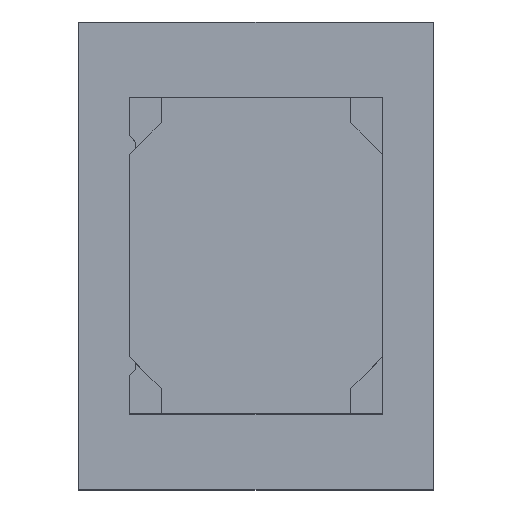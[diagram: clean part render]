
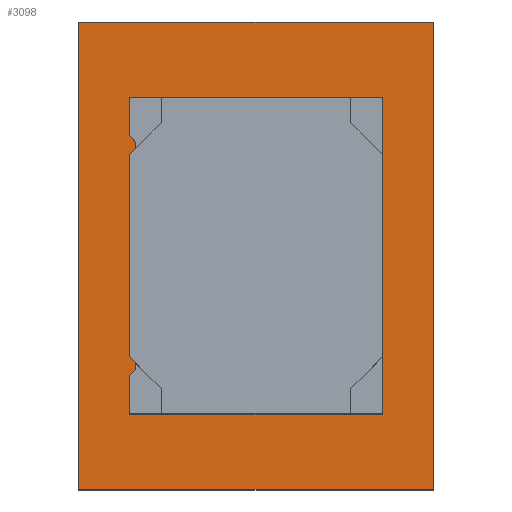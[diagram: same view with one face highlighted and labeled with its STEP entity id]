
A CAD part, top view. The second image highlights one B-rep face of the part: STEP entity #3098.
In plain terms, the highlighted face is planar.
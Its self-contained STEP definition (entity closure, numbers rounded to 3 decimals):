
#2971=DIRECTION('',(0.,0.,1.));
#2972=VECTOR('',#2971,3.7);
#2973=CARTESIAN_POINT('',(-1.4,0.01,-1.85));
#2974=LINE('',#2973,#2972);
#2978=DIRECTION('',(-1.,0.,0.));
#2979=VECTOR('',#2978,2.8);
#2980=CARTESIAN_POINT('',(1.4,0.01,-1.85));
#2981=LINE('',#2980,#2979);
#2985=DIRECTION('',(0.,0.,-1.));
#2986=VECTOR('',#2985,3.7);
#2987=CARTESIAN_POINT('',(1.4,0.01,1.85));
#2988=LINE('',#2987,#2986);
#2992=DIRECTION('',(1.,0.,0.));
#2993=VECTOR('',#2992,2.8);
#2994=CARTESIAN_POINT('',(-1.4,0.01,1.85));
#2995=LINE('',#2994,#2993);
#3007=CARTESIAN_POINT('',(-1.4,0.01,-1.85));
#3008=CARTESIAN_POINT('',(-1.4,0.01,1.85));
#3009=VERTEX_POINT('',#3007);
#3010=VERTEX_POINT('',#3008);
#3011=CARTESIAN_POINT('',(1.4,0.01,1.85));
#3012=VERTEX_POINT('',#3011);
#3013=CARTESIAN_POINT('',(1.4,0.01,-1.85));
#3014=VERTEX_POINT('',#3013);
#3087=CARTESIAN_POINT('',(0.,0.01,0.));
#3088=DIRECTION('',(0.,1.,0.));
#3089=DIRECTION('',(1.,0.,0.));
#3090=AXIS2_PLACEMENT_3D('',#3087,#3088,#3089);
#3091=PLANE('',#3090);
#3092=ORIENTED_EDGE('',*,*,#3039,.F.);
#3093=ORIENTED_EDGE('',*,*,#3054,.F.);
#3094=ORIENTED_EDGE('',*,*,#3068,.F.);
#3095=ORIENTED_EDGE('',*,*,#3081,.F.);
#3096=EDGE_LOOP('',(#3092,#3093,#3094,#3095));
#3097=FACE_OUTER_BOUND('',#3096,.F.);
#3039=EDGE_CURVE('',#3009,#3010,#2974,.T.);
#3054=EDGE_CURVE('',#3014,#3009,#2981,.T.);
#3068=EDGE_CURVE('',#3012,#3014,#2988,.T.);
#3081=EDGE_CURVE('',#3010,#3012,#2995,.T.);
#3098=ADVANCED_FACE('',(#3097),#3091,.T.);
